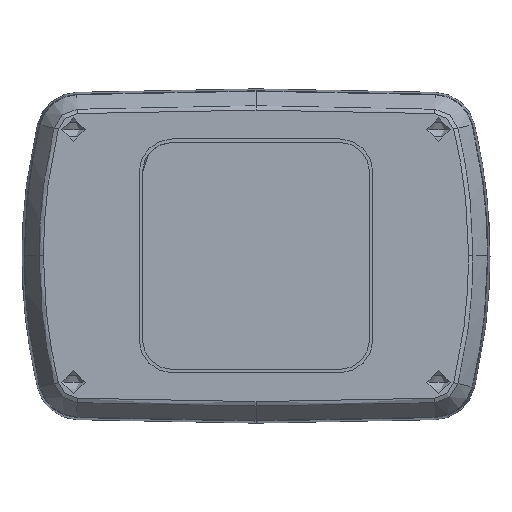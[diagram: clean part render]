
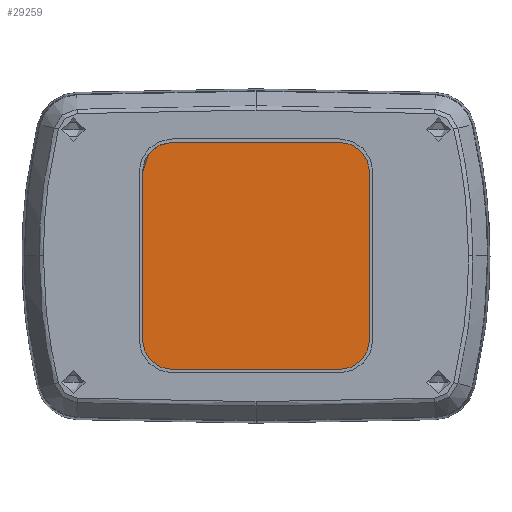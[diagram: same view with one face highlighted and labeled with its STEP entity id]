
A CAD part, top view. The second image highlights one B-rep face of the part: STEP entity #29259.
In plain terms, the highlighted planar face has unit normal (0, 0, 1).
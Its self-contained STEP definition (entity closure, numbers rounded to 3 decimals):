
#15087 = FACE_OUTER_BOUND ( 'NONE', #30372, .T. ) ;
#15094 = AXIS2_PLACEMENT_3D ( 'NONE', #17838, #17839, #17840 ) ;
#15163 = VECTOR ( 'NONE', #18801, 1000. ) ;
#15164 = VECTOR ( 'NONE', #18812, 1000. ) ;
#15165 = VECTOR ( 'NONE', #18819, 1000. ) ;
#15166 = VECTOR ( 'NONE', #18827, 1000. ) ;
#17837 = PLANE ( 'NONE',  #15094 ) ;
#17838 = CARTESIAN_POINT ( 'NONE',  ( -35.36, -35.36, 20.499 ) ) ;
#17839 = DIRECTION ( 'NONE',  ( 0., 0., 1. ) ) ;
#17840 = DIRECTION ( 'NONE',  ( 1., 0., 0. ) ) ;
#18799 = LINE ( 'NONE', #18800, #15163 ) ;
#18800 = CARTESIAN_POINT ( 'NONE',  ( -34., 0., 20.499 ) ) ;
#18801 = DIRECTION ( 'NONE',  ( 0., -1., 0. ) ) ;
#18802 = CARTESIAN_POINT ( 'NONE',  ( -34., 25., 20.499 ) ) ;
#18803 = CARTESIAN_POINT ( 'NONE',  ( -34., 29.5, 20.499 ) ) ;
#18804 = CARTESIAN_POINT ( 'NONE',  ( -31., 34., 20.499 ) ) ;
#18805 = CARTESIAN_POINT ( 'NONE',  ( -25., 34., 20.499 ) ) ;
#18806 = CARTESIAN_POINT ( 'NONE',  ( -25., -34., 20.499 ) ) ;
#18807 = CARTESIAN_POINT ( 'NONE',  ( -31., -34., 20.499 ) ) ;
#18808 = CARTESIAN_POINT ( 'NONE',  ( -34., -29.5, 20.499 ) ) ;
#18809 = CARTESIAN_POINT ( 'NONE',  ( -34., -25., 20.499 ) ) ;
#18810 = LINE ( 'NONE', #18811, #15164 ) ;
#18811 = CARTESIAN_POINT ( 'NONE',  ( 0., -34., 20.499 ) ) ;
#18812 = DIRECTION ( 'NONE',  ( 1., 0., 0. ) ) ;
#18813 = CARTESIAN_POINT ( 'NONE',  ( 34., -25., 20.499 ) ) ;
#18814 = CARTESIAN_POINT ( 'NONE',  ( 34., -31., 20.499 ) ) ;
#18815 = CARTESIAN_POINT ( 'NONE',  ( 29.5, -34., 20.499 ) ) ;
#18816 = CARTESIAN_POINT ( 'NONE',  ( 25., -34., 20.499 ) ) ;
#18817 = LINE ( 'NONE', #18818, #15165 ) ;
#18818 = CARTESIAN_POINT ( 'NONE',  ( 34., 0., 20.499 ) ) ;
#18819 = DIRECTION ( 'NONE',  ( 0., -1., 0. ) ) ;
#18820 = CARTESIAN_POINT ( 'NONE',  ( 25., 34., 20.499 ) ) ;
#18821 = CARTESIAN_POINT ( 'NONE',  ( 31., 34., 20.499 ) ) ;
#18822 = CARTESIAN_POINT ( 'NONE',  ( 34., 29.5, 20.499 ) ) ;
#18823 = CARTESIAN_POINT ( 'NONE',  ( 34., 25., 20.499 ) ) ;
#18825 = LINE ( 'NONE', #18826, #15166 ) ;
#18826 = CARTESIAN_POINT ( 'NONE',  ( 0., 34., 20.499 ) ) ;
#18827 = DIRECTION ( 'NONE',  ( 1., 0., 0. ) ) ;
#19292 =( BOUNDED_CURVE ( )  B_SPLINE_CURVE ( 3, ( #18806, #18807, #18808, #18809 ),
 .UNSPECIFIED., .F., .F. ) 
 B_SPLINE_CURVE_WITH_KNOTS ( ( 4, 4 ),
 ( 0., 1. ),
 .UNSPECIFIED. ) 
 CURVE ( )  GEOMETRIC_REPRESENTATION_ITEM ( )  RATIONAL_B_SPLINE_CURVE ( ( 0.5, 0.5, 0.667, 1. ) ) 
 REPRESENTATION_ITEM ( '' )  );
#19294 =( BOUNDED_CURVE ( )  B_SPLINE_CURVE ( 3, ( #18802, #18803, #18804, #18805 ),
 .UNSPECIFIED., .F., .F. ) 
 B_SPLINE_CURVE_WITH_KNOTS ( ( 4, 4 ),
 ( 0., 1. ),
 .UNSPECIFIED. ) 
 CURVE ( )  GEOMETRIC_REPRESENTATION_ITEM ( )  RATIONAL_B_SPLINE_CURVE ( ( 1., 0.667, 0.5, 0.5 ) ) 
 REPRESENTATION_ITEM ( '' )  );
#19295 =( BOUNDED_CURVE ( )  B_SPLINE_CURVE ( 3, ( #18813, #18814, #18815, #18816 ),
 .UNSPECIFIED., .F., .F. ) 
 B_SPLINE_CURVE_WITH_KNOTS ( ( 4, 4 ),
 ( 0., 1. ),
 .UNSPECIFIED. ) 
 CURVE ( )  GEOMETRIC_REPRESENTATION_ITEM ( )  RATIONAL_B_SPLINE_CURVE ( ( 0.5, 0.5, 0.667, 1. ) ) 
 REPRESENTATION_ITEM ( '' )  );
#19296 =( BOUNDED_CURVE ( )  B_SPLINE_CURVE ( 3, ( #18820, #18821, #18822, #18823 ),
 .UNSPECIFIED., .F., .F. ) 
 B_SPLINE_CURVE_WITH_KNOTS ( ( 4, 4 ),
 ( 0., 1. ),
 .UNSPECIFIED. ) 
 CURVE ( )  GEOMETRIC_REPRESENTATION_ITEM ( )  RATIONAL_B_SPLINE_CURVE ( ( 0.5, 0.5, 0.667, 1. ) ) 
 REPRESENTATION_ITEM ( '' )  );
#22165 = CARTESIAN_POINT ( 'NONE',  ( -34., 25., 20.499 ) ) ;
#22166 = CARTESIAN_POINT ( 'NONE',  ( -25., 34., 20.499 ) ) ;
#22167 = CARTESIAN_POINT ( 'NONE',  ( -34., -25., 20.499 ) ) ;
#22168 = CARTESIAN_POINT ( 'NONE',  ( -25., -34., 20.499 ) ) ;
#22169 = CARTESIAN_POINT ( 'NONE',  ( 25., -34., 20.499 ) ) ;
#22170 = CARTESIAN_POINT ( 'NONE',  ( 34., -25., 20.499 ) ) ;
#22171 = CARTESIAN_POINT ( 'NONE',  ( 34., 25., 20.499 ) ) ;
#22172 = CARTESIAN_POINT ( 'NONE',  ( 25., 34., 20.499 ) ) ;
#29259 = ADVANCED_FACE ( 'NONE', ( #15087 ), #17837, .T. ) ;
#29412 = EDGE_CURVE ( 'NONE', #29796, #29799, #18799, .T. ) ;
#29413 = EDGE_CURVE ( 'NONE', #29796, #29798, #19294, .T. ) ;
#29414 = EDGE_CURVE ( 'NONE', #29801, #29799, #19292, .T. ) ;
#29415 = EDGE_CURVE ( 'NONE', #29801, #29802, #18810, .T. ) ;
#29416 = EDGE_CURVE ( 'NONE', #29804, #29802, #19295, .T. ) ;
#29417 = EDGE_CURVE ( 'NONE', #29806, #29804, #18817, .T. ) ;
#29418 = EDGE_CURVE ( 'NONE', #29807, #29806, #19296, .T. ) ;
#29419 = EDGE_CURVE ( 'NONE', #29798, #29807, #18825, .T. ) ;
#29796 = VERTEX_POINT ( 'NONE', #22165 ) ;
#29798 = VERTEX_POINT ( 'NONE', #22166 ) ;
#29799 = VERTEX_POINT ( 'NONE', #22167 ) ;
#29801 = VERTEX_POINT ( 'NONE', #22168 ) ;
#29802 = VERTEX_POINT ( 'NONE', #22169 ) ;
#29804 = VERTEX_POINT ( 'NONE', #22170 ) ;
#29806 = VERTEX_POINT ( 'NONE', #22171 ) ;
#29807 = VERTEX_POINT ( 'NONE', #22172 ) ;
#30237 = ORIENTED_EDGE ( 'NONE', *, *, #29413, .F. ) ;
#30239 = ORIENTED_EDGE ( 'NONE', *, *, #29414, .F. ) ;
#30241 = ORIENTED_EDGE ( 'NONE', *, *, #29412, .T. ) ;
#30242 = ORIENTED_EDGE ( 'NONE', *, *, #29415, .T. ) ;
#30244 = ORIENTED_EDGE ( 'NONE', *, *, #29416, .F. ) ;
#30245 = ORIENTED_EDGE ( 'NONE', *, *, #29417, .F. ) ;
#30247 = ORIENTED_EDGE ( 'NONE', *, *, #29418, .F. ) ;
#30249 = ORIENTED_EDGE ( 'NONE', *, *, #29419, .F. ) ;
#30372 = EDGE_LOOP ( 'NONE', ( #30237, #30241, #30239, #30242, #30244, #30245, #30247, #30249 ) ) ;
